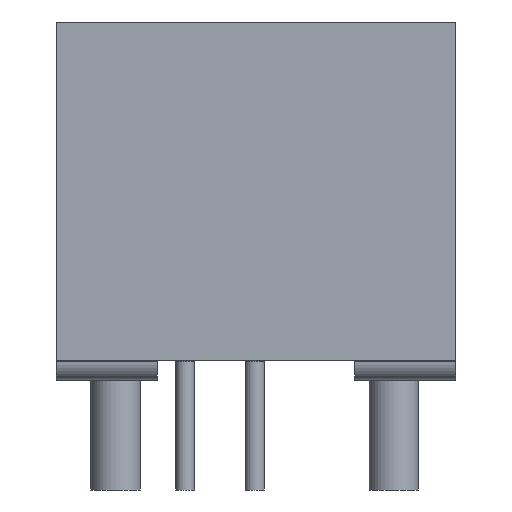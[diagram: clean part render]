
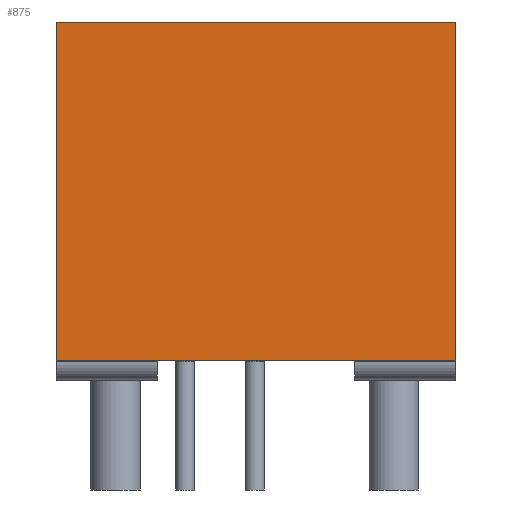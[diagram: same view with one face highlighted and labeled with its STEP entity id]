
A CAD part, front view. The second image highlights one B-rep face of the part: STEP entity #875.
In plain terms, the highlighted planar face has unit normal (0, -1, 0).
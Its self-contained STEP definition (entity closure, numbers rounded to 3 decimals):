
#73=LINE('',#1412,#153);
#77=LINE('',#1420,#157);
#83=LINE('',#1431,#163);
#84=LINE('',#1433,#164);
#153=VECTOR('',#1150,10.);
#157=VECTOR('',#1156,10.);
#163=VECTOR('',#1166,10.);
#164=VECTOR('',#1169,10.);
#250=FACE_OUTER_BOUND('',#312,.T.);
#312=EDGE_LOOP('',(#682,#683,#684,#685));
#412=VERTEX_POINT('',#1410);
#413=VERTEX_POINT('',#1411);
#416=VERTEX_POINT('',#1419);
#419=VERTEX_POINT('',#1429);
#504=EDGE_CURVE('',#412,#413,#73,.T.);
#508=EDGE_CURVE('',#416,#413,#77,.T.);
#514=EDGE_CURVE('',#412,#419,#83,.T.);
#515=EDGE_CURVE('',#416,#419,#84,.T.);
#682=ORIENTED_EDGE('',*,*,#514,.T.);
#683=ORIENTED_EDGE('',*,*,#515,.F.);
#684=ORIENTED_EDGE('',*,*,#508,.T.);
#685=ORIENTED_EDGE('',*,*,#504,.F.);
#822=PLANE('',#978);
#875=ADVANCED_FACE('',(#250),#822,.T.);
#978=AXIS2_PLACEMENT_3D('',#1432,#1167,#1168);
#1150=DIRECTION('',(0.,0.,1.));
#1156=DIRECTION('',(-1.,0.,0.));
#1166=DIRECTION('',(1.,0.,0.));
#1167=DIRECTION('center_axis',(0.,-1.,0.));
#1168=DIRECTION('ref_axis',(0.,0.,-1.));
#1169=DIRECTION('',(0.,0.,-1.));
#1410=CARTESIAN_POINT('',(-7.25,-7.62,0.75));
#1411=CARTESIAN_POINT('',(-7.25,-7.62,13.1));
#1412=CARTESIAN_POINT('',(-7.25,-7.62,13.1));
#1419=CARTESIAN_POINT('',(7.35,-7.62,13.1));
#1420=CARTESIAN_POINT('',(0.,-7.62,13.1));
#1429=CARTESIAN_POINT('',(7.35,-7.62,0.75));
#1431=CARTESIAN_POINT('',(0.,-7.62,0.75));
#1432=CARTESIAN_POINT('Origin',(0.,-7.62,13.1));
#1433=CARTESIAN_POINT('',(7.35,-7.62,13.1));
